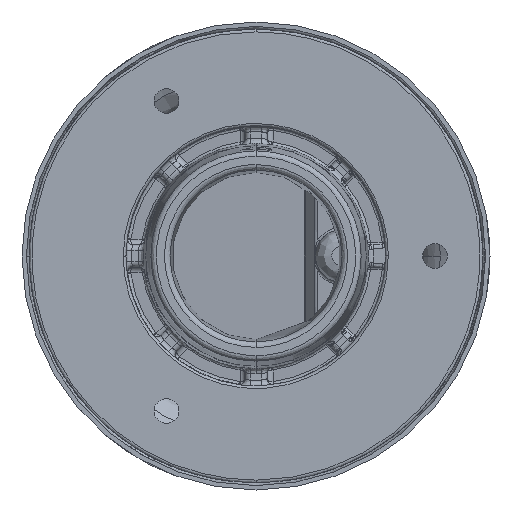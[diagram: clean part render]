
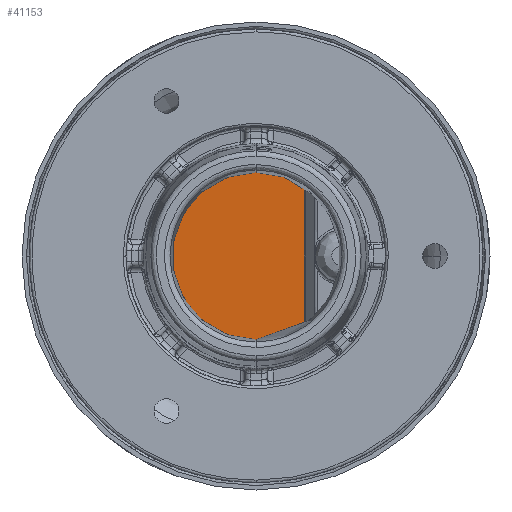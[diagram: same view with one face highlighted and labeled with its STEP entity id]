
A CAD part, front view. The second image highlights one B-rep face of the part: STEP entity #41153.
In plain terms, the highlighted planar face has unit normal (-0.104, -0.995, 0).
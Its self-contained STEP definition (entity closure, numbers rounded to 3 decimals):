
#396 = VERTEX_POINT ( 'NONE', #30948 ) ;
#877 = EDGE_CURVE ( 'NONE', #27688, #396, #27825, .T. ) ;
#1457 = DIRECTION ( 'NONE',  ( 0.105, 0.995, 0. ) ) ;
#1649 = CARTESIAN_POINT ( 'NONE',  ( -1.827, 8.584, 20.5 ) ) ;
#1730 = DIRECTION ( 'NONE',  ( 0.995, -0.105, 0. ) ) ;
#2442 = DIRECTION ( 'NONE',  ( 0.995, -0.105, 0. ) ) ;
#3343 = DIRECTION ( 'NONE',  ( 0.105, 0.995, 0. ) ) ;
#4563 = LINE ( 'NONE', #48029, #45732 ) ;
#4699 = VERTEX_POINT ( 'NONE', #49662 ) ;
#4730 = AXIS2_PLACEMENT_3D ( 'NONE', #11400, #39278, #15401 ) ;
#4732 = FACE_BOUND ( 'NONE', #36917, .T. ) ;
#5958 = EDGE_CURVE ( 'NONE', #49177, #35590, #14721, .T. ) ;
#6144 = CIRCLE ( 'NONE', #4730, 20.5 ) ;
#6244 = VECTOR ( 'NONE', #49363, 1000. ) ;
#6755 = CARTESIAN_POINT ( 'NONE',  ( -1.827, 8.584, 0. ) ) ;
#7878 = CARTESIAN_POINT ( 'NONE',  ( 14.048, 6.916, 8. ) ) ;
#8649 = EDGE_LOOP ( 'NONE', ( #51287, #27175 ) ) ;
#9002 = DIRECTION ( 'NONE',  ( 0.105, 0.995, 0. ) ) ;
#10897 = CIRCLE ( 'NONE', #32118, 3.25 ) ;
#11116 = EDGE_CURVE ( 'NONE', #18548, #24792, #4563, .T. ) ;
#11173 = AXIS2_PLACEMENT_3D ( 'NONE', #25383, #1457, #29402 ) ;
#11400 = CARTESIAN_POINT ( 'NONE',  ( 2.352, 8.145, 0. ) ) ;
#12807 = ORIENTED_EDGE ( 'NONE', *, *, #11116, .T. ) ;
#13432 = CARTESIAN_POINT ( 'NONE',  ( 15.54, 6.759, -8. ) ) ;
#14721 = CIRCLE ( 'NONE', #46324, 1.5 ) ;
#14732 = CIRCLE ( 'NONE', #35374, 20.5 ) ;
#15211 = VERTEX_POINT ( 'NONE', #40004 ) ;
#15355 = FACE_BOUND ( 'NONE', #26646, .T. ) ;
#15401 = DIRECTION ( 'NONE',  ( 0.995, -0.105, 0. ) ) ;
#15450 = CIRCLE ( 'NONE', #11173, 1.5 ) ;
#16169 = PLANE ( 'NONE',  #38079 ) ;
#16207 = EDGE_CURVE ( 'NONE', #15211, #47264, #49314, .T. ) ;
#17433 = DIRECTION ( 'NONE',  ( 0.995, -0.105, 0. ) ) ;
#17951 = CARTESIAN_POINT ( 'NONE',  ( 17.032, 6.602, -8. ) ) ;
#18548 = VERTEX_POINT ( 'NONE', #38326 ) ;
#18960 = AXIS2_PLACEMENT_3D ( 'NONE', #27282, #3343, #31269 ) ;
#19296 = CARTESIAN_POINT ( 'NONE',  ( -1.827, 8.584, 0. ) ) ;
#20185 = DIRECTION ( 'NONE',  ( -0.995, 0.105, 0. ) ) ;
#22268 = CARTESIAN_POINT ( 'NONE',  ( 22.74, 6.002, 0. ) ) ;
#22931 = CARTESIAN_POINT ( 'NONE',  ( 15.54, 6.759, -8. ) ) ;
#23271 = DIRECTION ( 'NONE',  ( 0.995, -0.105, 0. ) ) ;
#24792 = VERTEX_POINT ( 'NONE', #1649 ) ;
#25383 = CARTESIAN_POINT ( 'NONE',  ( 15.54, 6.759, 8. ) ) ;
#25453 = CARTESIAN_POINT ( 'NONE',  ( -1.827, 8.584, -20.5 ) ) ;
#25644 = DIRECTION ( 'NONE',  ( 0.105, 0.995, 0. ) ) ;
#26353 = DIRECTION ( 'NONE',  ( 0.105, 0.995, 0. ) ) ;
#26584 = CARTESIAN_POINT ( 'NONE',  ( 14.048, 6.916, -8. ) ) ;
#26646 = EDGE_LOOP ( 'NONE', ( #42104, #39439 ) ) ;
#26965 = DIRECTION ( 'NONE',  ( 0.995, -0.105, 0. ) ) ;
#27175 = ORIENTED_EDGE ( 'NONE', *, *, #5958, .T. ) ;
#27282 = CARTESIAN_POINT ( 'NONE',  ( 15.54, 6.759, 0. ) ) ;
#27688 = VERTEX_POINT ( 'NONE', #22268 ) ;
#27825 = CIRCLE ( 'NONE', #42939, 20.5 ) ;
#28200 = ORIENTED_EDGE ( 'NONE', *, *, #36023, .T. ) ;
#28242 = VERTEX_POINT ( 'NONE', #29321 ) ;
#29321 = CARTESIAN_POINT ( 'NONE',  ( 17.032, 6.602, 8. ) ) ;
#29402 = DIRECTION ( 'NONE',  ( 0.995, -0.105, 0. ) ) ;
#30407 = EDGE_CURVE ( 'NONE', #4699, #396, #36869, .T. ) ;
#30604 = ORIENTED_EDGE ( 'NONE', *, *, #44244, .T. ) ;
#30948 = CARTESIAN_POINT ( 'NONE',  ( 2.352, 8.145, -20.5 ) ) ;
#31269 = DIRECTION ( 'NONE',  ( 0.995, -0.105, 0. ) ) ;
#32118 = AXIS2_PLACEMENT_3D ( 'NONE', #49548, #25644, #1730 ) ;
#32875 = CARTESIAN_POINT ( 'NONE',  ( 15.54, 6.759, 8. ) ) ;
#33089 = EDGE_CURVE ( 'NONE', #18548, #27688, #6144, .T. ) ;
#35374 = AXIS2_PLACEMENT_3D ( 'NONE', #19296, #47194, #23271 ) ;
#35590 = VERTEX_POINT ( 'NONE', #17951 ) ;
#36023 = EDGE_CURVE ( 'NONE', #38681, #28242, #15450, .T. ) ;
#36580 = FACE_OUTER_BOUND ( 'NONE', #37732, .T. ) ;
#36869 = LINE ( 'NONE', #25453, #6244 ) ;
#36903 = DIRECTION ( 'NONE',  ( 0.995, -0.105, 0. ) ) ;
#36917 = EDGE_LOOP ( 'NONE', ( #30604, #28200 ) ) ;
#37563 = CIRCLE ( 'NONE', #38168, 1.5 ) ;
#37732 = EDGE_LOOP ( 'NONE', ( #46749, #43962, #47311, #12807, #40536 ) ) ;
#38079 = AXIS2_PLACEMENT_3D ( 'NONE', #6755, #44073, #20185 ) ;
#38168 = AXIS2_PLACEMENT_3D ( 'NONE', #32875, #9002, #36903 ) ;
#38208 = EDGE_CURVE ( 'NONE', #4699, #24792, #14732, .T. ) ;
#38326 = CARTESIAN_POINT ( 'NONE',  ( 2.352, 8.145, 20.5 ) ) ;
#38681 = VERTEX_POINT ( 'NONE', #7878 ) ;
#39278 = DIRECTION ( 'NONE',  ( 0.105, 0.995, 0. ) ) ;
#39439 = ORIENTED_EDGE ( 'NONE', *, *, #16207, .T. ) ;
#40004 = CARTESIAN_POINT ( 'NONE',  ( 12.308, 7.099, 0. ) ) ;
#40536 = ORIENTED_EDGE ( 'NONE', *, *, #38208, .F. ) ;
#40868 = EDGE_CURVE ( 'NONE', #35590, #49177, #50952, .T. ) ;
#41153 = ADVANCED_FACE ( 'N', ( #4732, #47186, #36580, #15355 ), #16169, .F. ) ;
#41312 = DIRECTION ( 'NONE',  ( 0.105, 0.995, 0. ) ) ;
#41737 = AXIS2_PLACEMENT_3D ( 'NONE', #22931, #50862, #26965 ) ;
#42104 = ORIENTED_EDGE ( 'NONE', *, *, #43547, .T. ) ;
#42939 = AXIS2_PLACEMENT_3D ( 'NONE', #50263, #26353, #2442 ) ;
#43547 = EDGE_CURVE ( 'NONE', #47264, #15211, #10897, .T. ) ;
#43962 = ORIENTED_EDGE ( 'NONE', *, *, #877, .F. ) ;
#43989 = DIRECTION ( 'NONE',  ( -0.995, 0.105, 0. ) ) ;
#44073 = DIRECTION ( 'NONE',  ( 0.105, 0.995, 0. ) ) ;
#44244 = EDGE_CURVE ( 'NONE', #28242, #38681, #37563, .T. ) ;
#45732 = VECTOR ( 'NONE', #43989, 1000. ) ;
#46324 = AXIS2_PLACEMENT_3D ( 'NONE', #13432, #41312, #17433 ) ;
#46749 = ORIENTED_EDGE ( 'NONE', *, *, #30407, .T. ) ;
#47186 = FACE_BOUND ( 'NONE', #8649, .T. ) ;
#47194 = DIRECTION ( 'NONE',  ( 0.105, 0.995, 0. ) ) ;
#47264 = VERTEX_POINT ( 'NONE', #49703 ) ;
#47311 = ORIENTED_EDGE ( 'NONE', *, *, #33089, .F. ) ;
#48029 = CARTESIAN_POINT ( 'NONE',  ( 2.352, 8.145, 20.5 ) ) ;
#49177 = VERTEX_POINT ( 'NONE', #26584 ) ;
#49314 = CIRCLE ( 'NONE', #18960, 3.25 ) ;
#49363 = DIRECTION ( 'NONE',  ( 0.995, -0.105, 0. ) ) ;
#49548 = CARTESIAN_POINT ( 'NONE',  ( 15.54, 6.759, 0. ) ) ;
#49662 = CARTESIAN_POINT ( 'NONE',  ( -1.827, 8.584, -20.5 ) ) ;
#49703 = CARTESIAN_POINT ( 'NONE',  ( 18.772, 6.419, 0. ) ) ;
#50263 = CARTESIAN_POINT ( 'NONE',  ( 2.352, 8.145, 0. ) ) ;
#50862 = DIRECTION ( 'NONE',  ( 0.105, 0.995, 0. ) ) ;
#50952 = CIRCLE ( 'NONE', #41737, 1.5 ) ;
#51287 = ORIENTED_EDGE ( 'NONE', *, *, #40868, .T. ) ;
